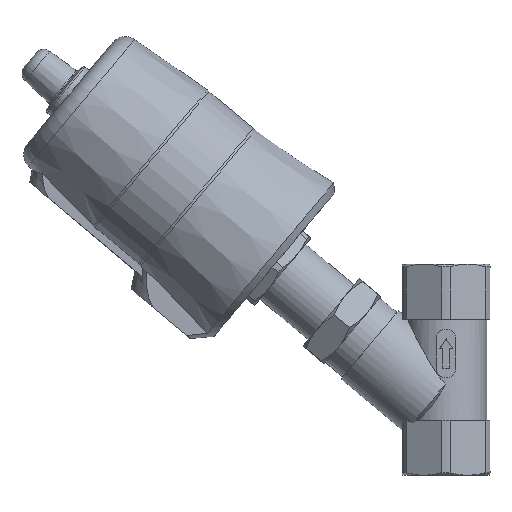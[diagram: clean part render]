
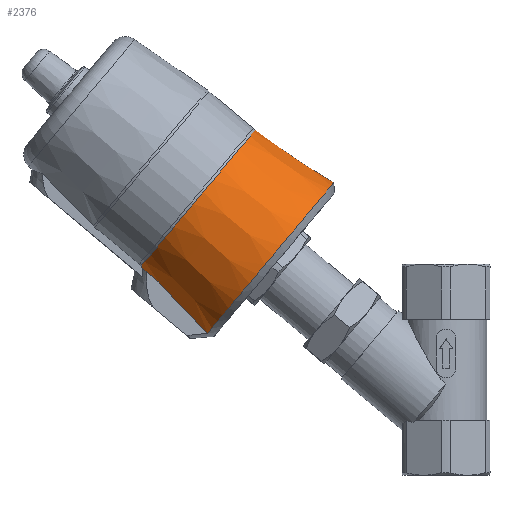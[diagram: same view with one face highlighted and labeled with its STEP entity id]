
A CAD part, left-side view. The second image highlights one B-rep face of the part: STEP entity #2376.
In plain terms, the highlighted conical face has half-angle 5.9 degrees and reference radius 28.042 mm.
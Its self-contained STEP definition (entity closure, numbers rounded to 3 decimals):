
#60=CONICAL_SURFACE('',#2614,28.042,0.103);
#369=B_SPLINE_CURVE_WITH_KNOTS('',3,(#3829,#3830,#3831,#3832,#3833,#3834,
#3835,#3836,#3837,#3838,#3839,#3840,#3841,#3842,#3843,#3844,#3845,#3846,
#3847,#3848,#3849,#3850,#3851,#3852,#3853,#3854,#3855,#3856,#3857,#3858,
#3859,#3860,#3861,#3862,#3863,#3864,#3865,#3866,#3867,#3868,#3869),
 .UNSPECIFIED.,.F.,.F.,(4,1,1,1,1,1,1,1,1,1,1,1,1,1,1,1,1,1,1,1,1,1,1,1,
1,1,1,1,1,1,1,1,1,1,1,1,1,1,4),(0.107,0.118,0.124,
0.127,0.129,0.132,0.135,
0.137,0.14,0.143,0.146,
0.151,0.154,0.157,0.162,
0.165,0.167,0.173,0.178,
0.184,0.189,0.195,0.2,
0.206,0.211,0.216,0.222,
0.227,0.233,0.238,0.244,
0.249,0.255,0.26,0.265,
0.268,0.271,0.276,0.282),
 .UNSPECIFIED.);
#379=B_SPLINE_CURVE_WITH_KNOTS('',3,(#3981,#3982,#3983,#3984),
 .UNSPECIFIED.,.F.,.F.,(4,4),(0.054,0.057),
 .UNSPECIFIED.);
#382=B_SPLINE_CURVE_WITH_KNOTS('',3,(#3998,#3999,#4000,#4001),
 .UNSPECIFIED.,.F.,.F.,(4,4),(0.054,0.057),
 .UNSPECIFIED.);
#384=B_SPLINE_CURVE_WITH_KNOTS('',3,(#4010,#4011,#4012,#4013),
 .UNSPECIFIED.,.F.,.F.,(4,4),(0.,0.005),
 .UNSPECIFIED.);
#385=B_SPLINE_CURVE_WITH_KNOTS('',3,(#4019,#4020,#4021,#4022),
 .UNSPECIFIED.,.F.,.F.,(4,4),(0.037,0.042),
 .UNSPECIFIED.);
#388=B_SPLINE_CURVE_WITH_KNOTS('',3,(#4051,#4052,#4053,#4054),
 .UNSPECIFIED.,.F.,.F.,(4,4),(0.004,0.026),
 .UNSPECIFIED.);
#389=B_SPLINE_CURVE_WITH_KNOTS('',3,(#4056,#4057,#4058,#4059),
 .UNSPECIFIED.,.F.,.F.,(4,4),(0.004,0.026),
 .UNSPECIFIED.);
#742=ORIENTED_EDGE('',*,*,#1358,.T.);
#743=ORIENTED_EDGE('',*,*,#1304,.T.);
#744=ORIENTED_EDGE('',*,*,#1359,.F.);
#745=ORIENTED_EDGE('',*,*,#1346,.T.);
#746=ORIENTED_EDGE('',*,*,#1343,.F.);
#747=ORIENTED_EDGE('',*,*,#1342,.T.);
#748=ORIENTED_EDGE('',*,*,#1339,.T.);
#749=ORIENTED_EDGE('',*,*,#1349,.T.);
#1304=EDGE_CURVE('',#1629,#1628,#369,.T.);
#1339=EDGE_CURVE('',#1657,#1656,#379,.T.);
#1342=EDGE_CURVE('',#1658,#1657,#1842,.T.);
#1343=EDGE_CURVE('',#1658,#1659,#382,.T.);
#1346=EDGE_CURVE('',#1661,#1659,#384,.T.);
#1349=EDGE_CURVE('',#1656,#1663,#385,.T.);
#1358=EDGE_CURVE('',#1663,#1629,#388,.T.);
#1359=EDGE_CURVE('',#1661,#1628,#389,.T.);
#1628=VERTEX_POINT('',#3828);
#1629=VERTEX_POINT('',#3870);
#1656=VERTEX_POINT('',#3980);
#1657=VERTEX_POINT('',#3985);
#1658=VERTEX_POINT('',#3995);
#1659=VERTEX_POINT('',#4002);
#1661=VERTEX_POINT('',#4014);
#1663=VERTEX_POINT('',#4023);
#1842=CIRCLE('',#2602,28.042);
#1976=EDGE_LOOP('',(#742,#743,#744,#745,#746,#747,#748,#749));
#2170=FACE_BOUND('',#1976,.T.);
#2376=ADVANCED_FACE('',(#2170),#60,.T.);
#2602=AXIS2_PLACEMENT_3D('',#3996,#3033,#3034);
#2614=AXIS2_PLACEMENT_3D('',#4060,#3062,#3063);
#3033=DIRECTION('',(0.643,-0.766,0.));
#3034=DIRECTION('',(0.766,0.643,0.));
#3062=DIRECTION('',(0.643,-0.766,0.));
#3063=DIRECTION('',(0.766,0.643,0.));
#3828=CARTESIAN_POINT('',(-43.738,73.425,10.));
#3829=CARTESIAN_POINT('',(-43.738,73.425,-10.));
#3830=CARTESIAN_POINT('',(-44.632,72.675,-13.428));
#3831=CARTESIAN_POINT('',(-46.694,70.945,-18.303));
#3832=CARTESIAN_POINT('',(-50.074,68.109,-22.878));
#3833=CARTESIAN_POINT('',(-52.276,66.261,-25.162));
#3834=CARTESIAN_POINT('',(-54.012,64.804,-26.656));
#3835=CARTESIAN_POINT('',(-55.841,63.27,-27.949));
#3836=CARTESIAN_POINT('',(-57.772,61.649,-29.039));
#3837=CARTESIAN_POINT('',(-59.767,59.976,-29.901));
#3838=CARTESIAN_POINT('',(-61.791,58.277,-30.524));
#3839=CARTESIAN_POINT('',(-63.85,56.55,-30.916));
#3840=CARTESIAN_POINT('',(-66.659,54.193,-31.123));
#3841=CARTESIAN_POINT('',(-69.436,51.863,-30.844));
#3842=CARTESIAN_POINT('',(-72.153,49.583,-30.101));
#3843=CARTESIAN_POINT('',(-74.848,47.321,-29.03));
#3844=CARTESIAN_POINT('',(-77.375,45.202,-27.525));
#3845=CARTESIAN_POINT('',(-79.733,43.222,-25.602));
#3846=CARTESIAN_POINT('',(-81.982,41.336,-23.383));
#3847=CARTESIAN_POINT('',(-84.443,39.271,-20.213));
#3848=CARTESIAN_POINT('',(-86.891,37.217,-15.702));
#3849=CARTESIAN_POINT('',(-88.662,35.73,-10.792));
#3850=CARTESIAN_POINT('',(-89.771,34.8,-5.469));
#3851=CARTESIAN_POINT('',(-90.139,34.492,0.007));
#3852=CARTESIAN_POINT('',(-89.772,34.799,5.46));
#3853=CARTESIAN_POINT('',(-88.664,35.729,10.787));
#3854=CARTESIAN_POINT('',(-86.893,37.215,15.698));
#3855=CARTESIAN_POINT('',(-84.446,39.268,20.209));
#3856=CARTESIAN_POINT('',(-81.49,41.749,24.019));
#3857=CARTESIAN_POINT('',(-78.001,44.676,27.156));
#3858=CARTESIAN_POINT('',(-74.221,47.848,29.404));
#3859=CARTESIAN_POINT('',(-70.118,51.291,30.781));
#3860=CARTESIAN_POINT('',(-65.975,54.767,31.191));
#3861=CARTESIAN_POINT('',(-61.762,58.302,30.64));
#3862=CARTESIAN_POINT('',(-57.761,61.659,29.162));
#3863=CARTESIAN_POINT('',(-53.953,64.854,26.751));
#3864=CARTESIAN_POINT('',(-51.152,67.204,24.1));
#3865=CARTESIAN_POINT('',(-49.107,68.921,21.567));
#3866=CARTESIAN_POINT('',(-47.27,70.462,18.85));
#3867=CARTESIAN_POINT('',(-45.322,72.096,15.076));
#3868=CARTESIAN_POINT('',(-44.185,73.05,11.713));
#3869=CARTESIAN_POINT('',(-43.738,73.425,10.));
#3870=CARTESIAN_POINT('',(-43.738,73.425,-10.));
#3980=CARTESIAN_POINT('',(-62.517,92.106,-8.5));
#3981=CARTESIAN_POINT('',(-64.375,93.888,-8.5));
#3982=CARTESIAN_POINT('',(-63.755,93.294,-8.5));
#3983=CARTESIAN_POINT('',(-63.136,92.7,-8.5));
#3984=CARTESIAN_POINT('',(-62.517,92.106,-8.5));
#3985=CARTESIAN_POINT('',(-64.375,93.888,-8.5));
#3995=CARTESIAN_POINT('',(-64.375,93.888,8.5));
#3996=CARTESIAN_POINT('',(-84.846,76.711,0.));
#3998=CARTESIAN_POINT('',(-64.375,93.888,8.5));
#3999=CARTESIAN_POINT('',(-63.755,93.294,8.5));
#4000=CARTESIAN_POINT('',(-63.136,92.7,8.5));
#4001=CARTESIAN_POINT('',(-62.517,92.106,8.5));
#4002=CARTESIAN_POINT('',(-62.517,92.106,8.5));
#4010=CARTESIAN_POINT('',(-59.494,88.504,10.));
#4011=CARTESIAN_POINT('',(-60.509,89.713,9.53));
#4012=CARTESIAN_POINT('',(-61.518,90.915,9.035));
#4013=CARTESIAN_POINT('',(-62.517,92.106,8.5));
#4014=CARTESIAN_POINT('',(-59.494,88.504,10.));
#4019=CARTESIAN_POINT('',(-62.517,92.106,-8.5));
#4020=CARTESIAN_POINT('',(-61.517,90.914,-9.035));
#4021=CARTESIAN_POINT('',(-60.508,89.712,-9.531));
#4022=CARTESIAN_POINT('',(-59.494,88.504,-10.));
#4023=CARTESIAN_POINT('',(-59.494,88.504,-10.));
#4051=CARTESIAN_POINT('',(-59.494,88.504,-10.));
#4052=CARTESIAN_POINT('',(-54.24,83.48,-10.));
#4053=CARTESIAN_POINT('',(-48.988,78.454,-10.));
#4054=CARTESIAN_POINT('',(-43.738,73.425,-10.));
#4056=CARTESIAN_POINT('',(-59.494,88.504,10.));
#4057=CARTESIAN_POINT('',(-54.24,83.48,10.));
#4058=CARTESIAN_POINT('',(-48.988,78.454,10.));
#4059=CARTESIAN_POINT('',(-43.738,73.425,10.));
#4060=CARTESIAN_POINT('',(-84.846,76.711,0.));
